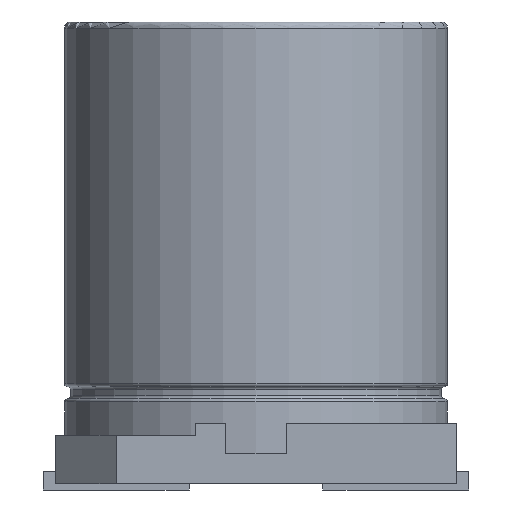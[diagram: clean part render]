
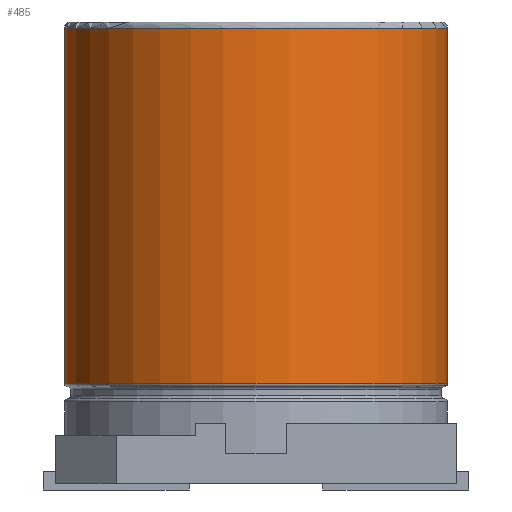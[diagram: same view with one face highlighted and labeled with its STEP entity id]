
A CAD part, front view. The second image highlights one B-rep face of the part: STEP entity #485.
In plain terms, the highlighted cylindrical face has radius 3.15 mm (diameter 6.3 mm), a partial arc.
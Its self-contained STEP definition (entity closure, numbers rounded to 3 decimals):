
#74 = EDGE_CURVE ( 'NONE', #91, #405, #3014, .T. ) ;
#91 = VERTEX_POINT ( 'NONE', #3059 ) ;
#92 = EDGE_CURVE ( 'NONE', #93, #408, #3072, .T. ) ;
#93 = VERTEX_POINT ( 'NONE', #3078 ) ;
#405 = VERTEX_POINT ( 'NONE', #1157 ) ;
#408 = VERTEX_POINT ( 'NONE', #1167 ) ;
#477 = ORIENTED_EDGE ( 'NONE', *, *, #491, .T. ) ;
#478 = ORIENTED_EDGE ( 'NONE', *, *, #74, .T. ) ;
#479 = ORIENTED_EDGE ( 'NONE', *, *, #480, .T. ) ;
#480 = EDGE_CURVE ( 'NONE', #405, #408, #2161, .T. ) ;
#485 = ADVANCED_FACE ( 'NONE', ( #2151 ), #2150, .T. ) ;
#486 = EDGE_LOOP ( 'NONE', ( #891, #477, #478, #479 ) ) ;
#491 = EDGE_CURVE ( 'NONE', #93, #91, #2139, .T. ) ;
#891 = ORIENTED_EDGE ( 'NONE', *, *, #92, .F. ) ;
#1157 = CARTESIAN_POINT ( 'NONE',  ( -3.15, 0., 1.75 ) ) ;
#1167 = CARTESIAN_POINT ( 'NONE',  ( 3.15, 0., 1.75 ) ) ;
#2135 = DIRECTION ( 'NONE',  ( 1., 0., 0. ) ) ;
#2136 = DIRECTION ( 'NONE',  ( 0., 0., -1. ) ) ;
#2137 = CARTESIAN_POINT ( 'NONE',  ( 0., 0., 7.6 ) ) ;
#2138 = AXIS2_PLACEMENT_3D ( 'NONE', #2137, #2136, #2135 ) ;
#2139 = CIRCLE ( 'NONE', #2138, 3.15 ) ;
#2145 = DIRECTION ( 'NONE',  ( -1., 0., 0. ) ) ;
#2146 = DIRECTION ( 'NONE',  ( 0., 0., -1. ) ) ;
#2147 = CARTESIAN_POINT ( 'NONE',  ( 0., 0., 24.31 ) ) ;
#2148 = AXIS2_PLACEMENT_3D ( 'NONE', #2147, #2146, #2145 ) ;
#2150 = CYLINDRICAL_SURFACE ( 'NONE', #2148, 3.15 ) ;
#2151 = FACE_OUTER_BOUND ( 'NONE', #486, .T. ) ;
#2157 = DIRECTION ( 'NONE',  ( 1., 0., 0. ) ) ;
#2158 = DIRECTION ( 'NONE',  ( 0., 0., 1. ) ) ;
#2159 = CARTESIAN_POINT ( 'NONE',  ( 0., 0., 1.75 ) ) ;
#2160 = AXIS2_PLACEMENT_3D ( 'NONE', #2159, #2158, #2157 ) ;
#2161 = CIRCLE ( 'NONE', #2160, 3.15 ) ;
#2995 = DIRECTION ( 'NONE',  ( 0., 0., -1. ) ) ;
#3012 = VECTOR ( 'NONE', #2995, 1000. ) ;
#3013 = CARTESIAN_POINT ( 'NONE',  ( -3.15, 0., 24.31 ) ) ;
#3014 = LINE ( 'NONE', #3013, #3012 ) ;
#3059 = CARTESIAN_POINT ( 'NONE',  ( -3.15, 0., 7.6 ) ) ;
#3062 = CARTESIAN_POINT ( 'NONE',  ( 3.15, 0., 24.31 ) ) ;
#3072 = LINE ( 'NONE', #3062, #3084 ) ;
#3078 = CARTESIAN_POINT ( 'NONE',  ( 3.15, 0., 7.6 ) ) ;
#3080 = DIRECTION ( 'NONE',  ( 0., 0., -1. ) ) ;
#3084 = VECTOR ( 'NONE', #3080, 1000. ) ;
